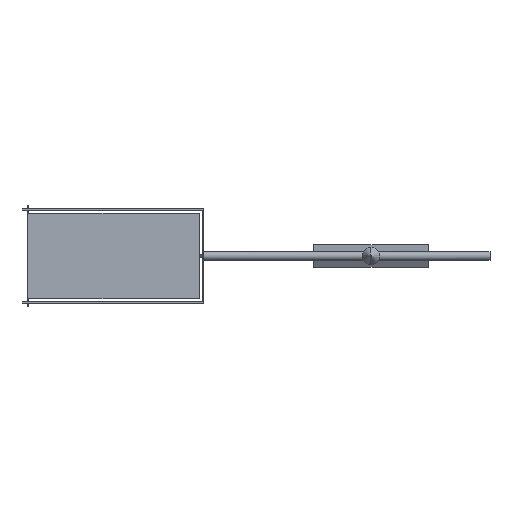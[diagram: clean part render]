
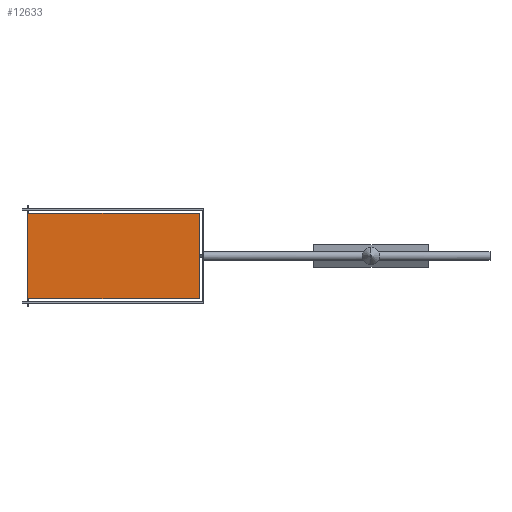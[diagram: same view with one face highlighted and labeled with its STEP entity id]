
A CAD part, left-side view. The second image highlights one B-rep face of the part: STEP entity #12633.
In plain terms, the highlighted planar face has unit normal (-1, 0, 0).
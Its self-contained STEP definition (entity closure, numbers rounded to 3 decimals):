
#1389 = PLANE ( 'NONE',  #16242 ) ;
#3112 = CARTESIAN_POINT ( 'NONE',  ( -1., -300., -75. ) ) ;
#4514 = ORIENTED_EDGE ( 'NONE', *, *, #12835, .F. ) ;
#10459 = VERTEX_POINT ( 'NONE', #19360 ) ;
#11845 = CARTESIAN_POINT ( 'NONE',  ( -1., 0., 75. ) ) ;
#12633 = ADVANCED_FACE ( 'NONE', ( #31014 ), #1389, .T. ) ;
#12835 = EDGE_CURVE ( 'NONE', #41921, #10459, #39671, .T. ) ;
#13306 = CARTESIAN_POINT ( 'NONE',  ( -1., 0., -75. ) ) ;
#14612 = CARTESIAN_POINT ( 'NONE',  ( -1., 0., 0. ) ) ;
#14841 = CARTESIAN_POINT ( 'NONE',  ( -1., 0., -75. ) ) ;
#15056 = DIRECTION ( 'NONE',  ( 0., 1., 0. ) ) ;
#15104 = DIRECTION ( 'NONE',  ( 0., -1., 0. ) ) ;
#16242 = AXIS2_PLACEMENT_3D ( 'NONE', #14612, #27783, #17010 ) ;
#16703 = EDGE_LOOP ( 'NONE', ( #34171, #4514, #38693, #27489 ) ) ;
#17010 = DIRECTION ( 'NONE',  ( 0., 0., 1. ) ) ;
#18367 = VERTEX_POINT ( 'NONE', #28549 ) ;
#19194 = EDGE_CURVE ( 'NONE', #10459, #34148, #31888, .T. ) ;
#19360 = CARTESIAN_POINT ( 'NONE',  ( -1., -300., -75. ) ) ;
#22264 = CARTESIAN_POINT ( 'NONE',  ( -1., -300., 75. ) ) ;
#23222 = DIRECTION ( 'NONE',  ( 0., 0., -1. ) ) ;
#23857 = EDGE_CURVE ( 'NONE', #34148, #18367, #29724, .T. ) ;
#25444 = VECTOR ( 'NONE', #15104, 1000. ) ;
#26112 = EDGE_CURVE ( 'NONE', #18367, #41921, #27840, .T. ) ;
#27489 = ORIENTED_EDGE ( 'NONE', *, *, #23857, .F. ) ;
#27783 = DIRECTION ( 'NONE',  ( -1., 0., 0. ) ) ;
#27840 = LINE ( 'NONE', #11845, #25444 ) ;
#28549 = CARTESIAN_POINT ( 'NONE',  ( -1., 0., 75. ) ) ;
#29724 = LINE ( 'NONE', #13306, #31587 ) ;
#30694 = VECTOR ( 'NONE', #23222, 1000. ) ;
#31014 = FACE_OUTER_BOUND ( 'NONE', #16703, .T. ) ;
#31587 = VECTOR ( 'NONE', #39692, 1000. ) ;
#31888 = LINE ( 'NONE', #14841, #35723 ) ;
#34148 = VERTEX_POINT ( 'NONE', #35449 ) ;
#34171 = ORIENTED_EDGE ( 'NONE', *, *, #19194, .F. ) ;
#35449 = CARTESIAN_POINT ( 'NONE',  ( -1., 0., -75. ) ) ;
#35723 = VECTOR ( 'NONE', #15056, 1000. ) ;
#38693 = ORIENTED_EDGE ( 'NONE', *, *, #26112, .F. ) ;
#39671 = LINE ( 'NONE', #3112, #30694 ) ;
#39692 = DIRECTION ( 'NONE',  ( 0., 0., 1. ) ) ;
#41921 = VERTEX_POINT ( 'NONE', #22264 ) ;
